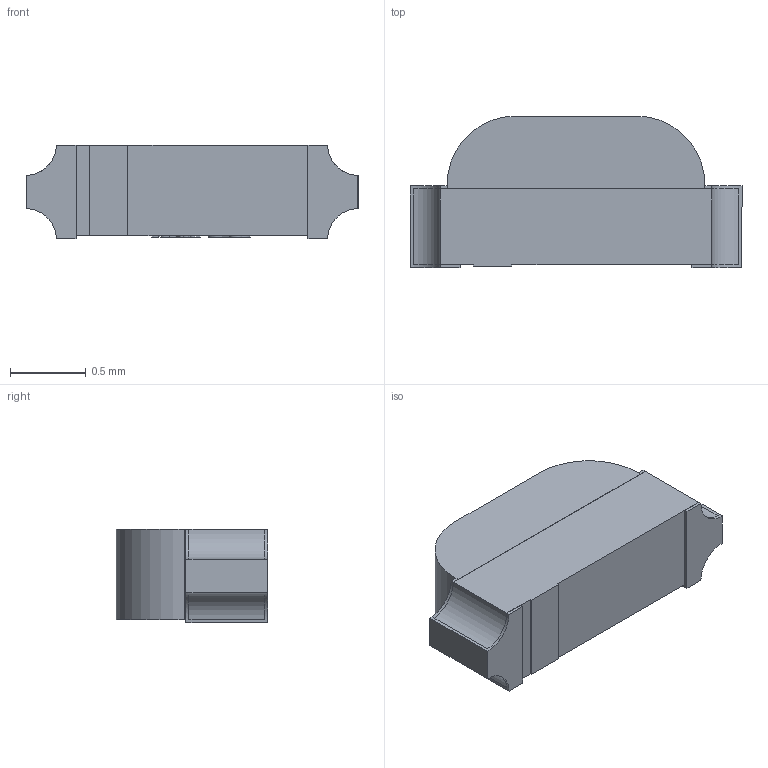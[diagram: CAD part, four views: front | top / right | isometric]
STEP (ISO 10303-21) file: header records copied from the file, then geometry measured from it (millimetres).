
FILE_DESCRIPTION (( 'STEP AP214' ), '1' );
FILE_NAME ('LED-SMD_L2.2-W1.0-RD_RED-SIDE.step', '2022-07-08T12:33:23', ( '' ), ( '' ), 'SwSTEP 2.0', 'SolidWorks 2020', '' );
FILE_SCHEMA (( 'AUTOMOTIVE_DESIGN' ));
Length unit declared in the file: millimetre
Products named in the file (1): LED-SMD_L2.2-W1.0-RD_RED-SIDE
Bounding box: 2.19 x 1 x 0.62 mm (x, y, z)
Volume: 1 mm3; surface area: 10.7 mm2
Topology: 4 solids, 4 shells, 274 faces, 747 edges, 498 vertices
Faces by surface type: plane 166, bspline 98, cylinder 10
Entity records: 12194 total; most frequent: CARTESIAN_POINT 2826, ORIENTED_EDGE 1494, DIRECTION 929, EDGE_CURVE 747, LINE 519, VECTOR 519, VERTEX_POINT 498, EDGE_LOOP 295
